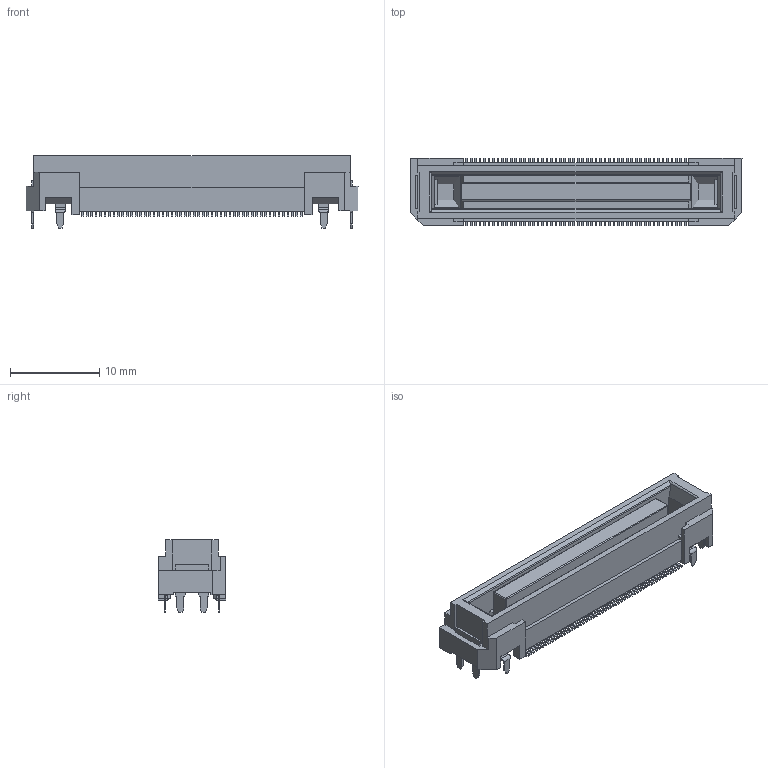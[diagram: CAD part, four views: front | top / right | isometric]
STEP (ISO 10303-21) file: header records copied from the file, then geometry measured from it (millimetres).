
FILE_DESCRIPTION(('Creo Elements/Direct Modeling STEP Export'),'2;1');
FILE_NAME('FX23-100S-0.5SV.stp','2015-06-22T16:47:38',(''),(''),'Creo Elements/Direct Modeling STEP processor for AP214 (Solid Model)','Creo Elements/Direct Modeling 18.1E 22-Nov-2013 (C) Parametric Technology GmbH','');
FILE_SCHEMA(('AUTOMOTIVE_DESIGN { 1 0 10303 214 1 1 1 1 }'));
Length unit declared in the file: millimetre
Products named in the file (1): FX23-100S-0.5SV
Bounding box: 37.2 x 7.6 x 8.15 mm (x, y, z)
Volume: 1044.1 mm3; surface area: 1712.5 mm2
Topology: 1 solids, 1 shells, 1195 faces, 3218 edges, 2132 vertices
Faces by surface type: plane 953, cylinder 230, bspline 8, sphere 4
Entity records: 38130 total; most frequent: CARTESIAN_POINT 7682, ORIENTED_EDGE 6428, DIRECTION 6002, EDGE_CURVE 3214, VECTOR 2738, LINE 2738, VERTEX_POINT 2132, AXIS2_PLACEMENT_3D 1632
